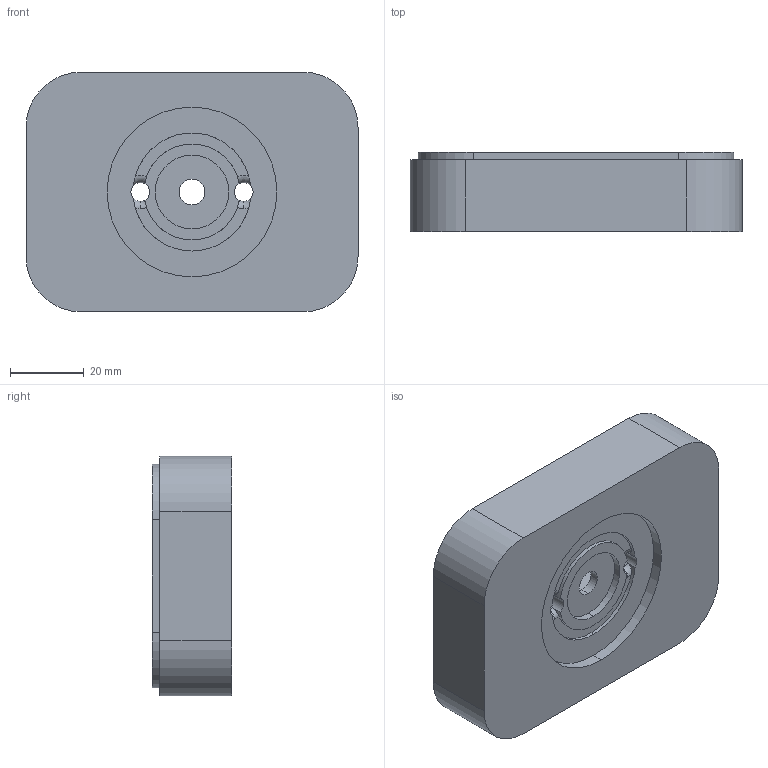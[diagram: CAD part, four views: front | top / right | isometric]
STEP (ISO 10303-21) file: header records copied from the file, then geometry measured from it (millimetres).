
FILE_DESCRIPTION (( 'STEP AP214' ), '1' );
FILE_NAME ('enclosure-lid.STEP', '2024-01-06T21:21:48', ( '' ), ( '' ), '', '', '' );
FILE_SCHEMA (( 'AUTOMOTIVE_DESIGN' ));
Length unit declared in the file: millimetre
Products named in the file (1): enclosure-lid
Bounding box: 90 x 21.5 x 65 mm (x, y, z)
Volume: 63234.5 mm3; surface area: 26331.7 mm2
Topology: 1 solids, 1 shells, 145 faces, 372 edges, 242 vertices
Faces by surface type: plane 63, cylinder 56, torus 26
Entity records: 4636 total; most frequent: CARTESIAN_POINT 936, DIRECTION 812, ORIENTED_EDGE 744, EDGE_CURVE 372, AXIS2_PLACEMENT_3D 310, VERTEX_POINT 242, VECTOR 192, LINE 192
